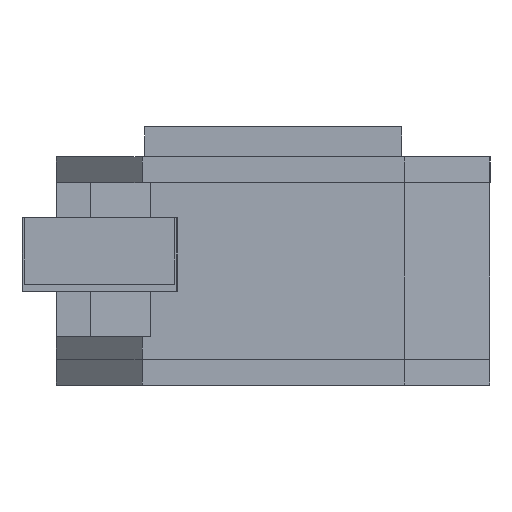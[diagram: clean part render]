
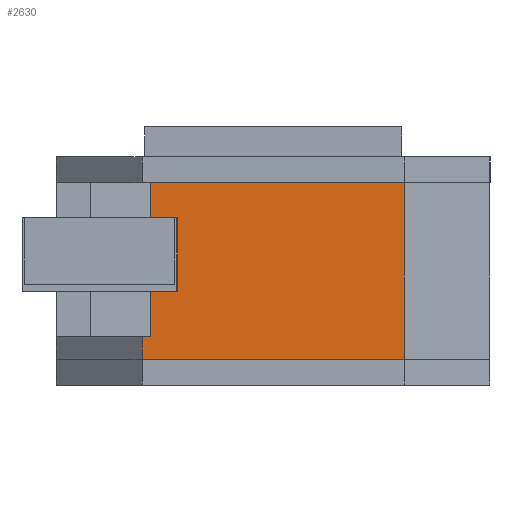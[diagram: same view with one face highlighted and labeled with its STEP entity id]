
A CAD part, left-side view. The second image highlights one B-rep face of the part: STEP entity #2630.
In plain terms, the highlighted planar face has unit normal (-1, 0, 0).
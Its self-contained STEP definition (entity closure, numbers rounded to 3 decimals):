
#6 = EDGE_CURVE ( 'NONE', #4202, #3957, #3215, .T. ) ;
#113 = VERTEX_POINT ( 'NONE', #2497 ) ;
#265 = EDGE_CURVE ( 'NONE', #3957, #1554, #2330, .T. ) ;
#465 = CARTESIAN_POINT ( 'NONE',  ( -82.5, -23., 0. ) ) ;
#485 = CARTESIAN_POINT ( 'NONE',  ( -82.5, 21.499, 31. ) ) ;
#535 = EDGE_LOOP ( 'NONE', ( #1515, #1814, #3342, #2133, #1366, #1644 ) ) ;
#814 = LINE ( 'NONE', #485, #1559 ) ;
#821 = LINE ( 'NONE', #1445, #1906 ) ;
#881 = DIRECTION ( 'NONE',  ( 0., 0., 1. ) ) ;
#962 = CARTESIAN_POINT ( 'NONE',  ( -82.5, 21.499, 31. ) ) ;
#1079 = CARTESIAN_POINT ( 'NONE',  ( -82.5, 23., 4. ) ) ;
#1162 = VECTOR ( 'NONE', #1763, 1000. ) ;
#1262 = VECTOR ( 'NONE', #2319, 1000. ) ;
#1299 = CARTESIAN_POINT ( 'NONE',  ( -82.5, 21.499, 4. ) ) ;
#1366 = ORIENTED_EDGE ( 'NONE', *, *, #265, .F. ) ;
#1445 = CARTESIAN_POINT ( 'NONE',  ( -82.5, -23., 4. ) ) ;
#1455 = VERTEX_POINT ( 'NONE', #1299 ) ;
#1474 = VERTEX_POINT ( 'NONE', #1079 ) ;
#1515 = ORIENTED_EDGE ( 'NONE', *, *, #2915, .F. ) ;
#1554 = VERTEX_POINT ( 'NONE', #3712 ) ;
#1559 = VECTOR ( 'NONE', #881, 1000. ) ;
#1644 = ORIENTED_EDGE ( 'NONE', *, *, #6, .F. ) ;
#1744 = EDGE_CURVE ( 'NONE', #1474, #113, #3552, .T. ) ;
#1763 = DIRECTION ( 'NONE',  ( 0., -1., 0. ) ) ;
#1814 = ORIENTED_EDGE ( 'NONE', *, *, #3723, .T. ) ;
#1906 = VECTOR ( 'NONE', #3056, 1000. ) ;
#1972 = LINE ( 'NONE', #465, #1162 ) ;
#1995 = VECTOR ( 'NONE', #2193, 1000. ) ;
#2133 = ORIENTED_EDGE ( 'NONE', *, *, #2738, .T. ) ;
#2154 = PLANE ( 'NONE',  #2921 ) ;
#2193 = DIRECTION ( 'NONE',  ( 0., 0., -1. ) ) ;
#2235 = DIRECTION ( 'NONE',  ( 0., 0., -1. ) ) ;
#2319 = DIRECTION ( 'NONE',  ( 0., 0., -1. ) ) ;
#2330 = LINE ( 'NONE', #2518, #1995 ) ;
#2497 = CARTESIAN_POINT ( 'NONE',  ( -82.5, 23., 0. ) ) ;
#2518 = CARTESIAN_POINT ( 'NONE',  ( -82.5, -23., 31. ) ) ;
#2579 = DIRECTION ( 'NONE',  ( 0., -1., 0. ) ) ;
#2630 = ADVANCED_FACE ( 'NONE', ( #3210 ), #2154, .F. ) ;
#2738 = EDGE_CURVE ( 'NONE', #113, #1554, #1972, .T. ) ;
#2915 = EDGE_CURVE ( 'NONE', #1455, #4202, #814, .T. ) ;
#2921 = AXIS2_PLACEMENT_3D ( 'NONE', #3456, #4165, #2235 ) ;
#3056 = DIRECTION ( 'NONE',  ( 0., 1., 0. ) ) ;
#3119 = CARTESIAN_POINT ( 'NONE',  ( -82.5, -23., 31. ) ) ;
#3210 = FACE_OUTER_BOUND ( 'NONE', #535, .T. ) ;
#3215 = LINE ( 'NONE', #3501, #3962 ) ;
#3342 = ORIENTED_EDGE ( 'NONE', *, *, #1744, .T. ) ;
#3456 = CARTESIAN_POINT ( 'NONE',  ( -82.5, -23., 31. ) ) ;
#3501 = CARTESIAN_POINT ( 'NONE',  ( -82.5, -23., 31. ) ) ;
#3552 = LINE ( 'NONE', #3597, #1262 ) ;
#3597 = CARTESIAN_POINT ( 'NONE',  ( -82.5, 23., 31. ) ) ;
#3712 = CARTESIAN_POINT ( 'NONE',  ( -82.5, -23., 0. ) ) ;
#3723 = EDGE_CURVE ( 'NONE', #1455, #1474, #821, .T. ) ;
#3957 = VERTEX_POINT ( 'NONE', #3119 ) ;
#3962 = VECTOR ( 'NONE', #2579, 1000. ) ;
#4165 = DIRECTION ( 'NONE',  ( 1., 0., 0. ) ) ;
#4202 = VERTEX_POINT ( 'NONE', #962 ) ;
